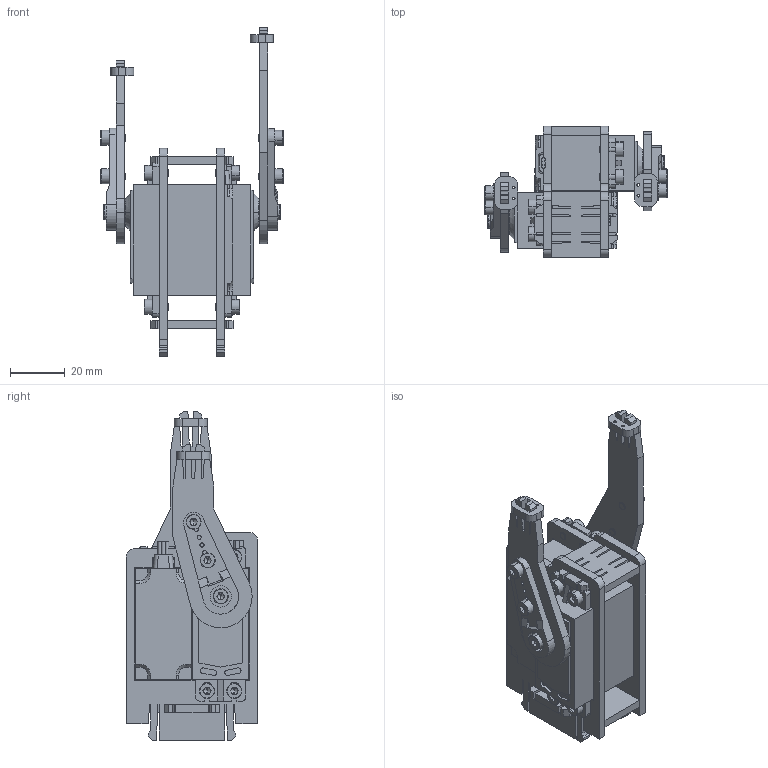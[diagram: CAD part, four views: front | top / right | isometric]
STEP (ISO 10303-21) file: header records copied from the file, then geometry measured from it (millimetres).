
FILE_DESCRIPTION (( 'STEP AP203' ), '1' );
FILE_NAME ('eyebrow.step', '2015-08-10T12:42:31', ( 'Cesar' ), ( '' ), 'SwSTEP 2.0', 'SolidWorks 2013', '' );
FILE_SCHEMA (( 'CONFIG_CONTROL_DESIGN' ));
Length unit declared in the file: millimetre
Products named in the file (11): eyebrow-frame-4; servo-standard; socket head cap screw_iso_ISO 4762 M3 x 6 --- 6N; lever-outer-towerpro-horn; servo-horn-towerpro-1-arm; textile-snap; eyebrow-frame-1; lever-inner-towerpro-horn; eyebrow-frame-2; eyebrow; eyebrow-frame-3
Assembly tree (26 placements, depth 2):
  eyebrow
    eyebrow-frame-1
    eyebrow-frame-2
    eyebrow-frame-3
    eyebrow-frame-4
    servo-standard  x2
    socket head cap screw_iso_ISO 4762 M3 x 6 --- 6N  x14
    lever-outer-towerpro-horn
    servo-horn-towerpro-1-arm  x2
    textile-snap  x2
    lever-inner-towerpro-horn
Bounding box: 66.6 x 48 x 120.1 mm (x, y, z)
Volume: 86697.1 mm3; surface area: 40081.8 mm2
Topology: 26 solids, 26 shells, 1068 faces, 2704 edges, 1714 vertices
Faces by surface type: plane 704, cylinder 236, cone 72, torus 56
Entity records: 18336 total; most frequent: CARTESIAN_POINT 2974, ORIENTED_EDGE 2886, DIRECTION 2789, EDGE_CURVE 1443, VECTOR 1189, LINE 1189, VERTEX_POINT 953, AXIS2_PLACEMENT_3D 800
